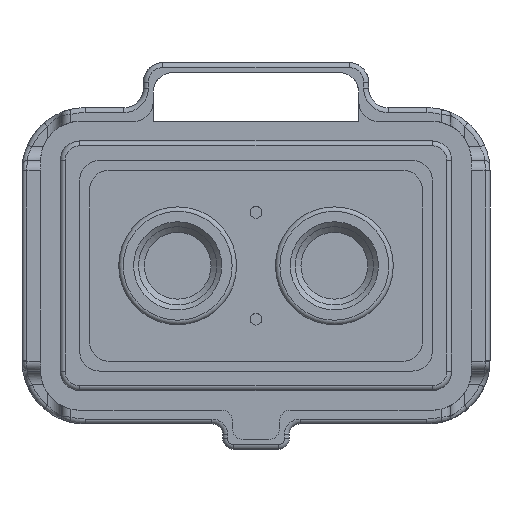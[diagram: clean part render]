
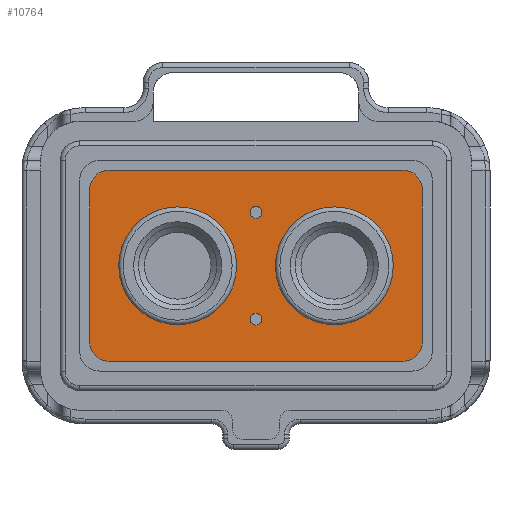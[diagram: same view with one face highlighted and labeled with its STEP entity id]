
A CAD part, front view. The second image highlights one B-rep face of the part: STEP entity #10764.
In plain terms, the highlighted planar face has unit normal (0, -1, 0).
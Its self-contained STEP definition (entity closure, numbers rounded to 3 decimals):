
#655=CIRCLE('',#11304,0.6);
#657=CIRCLE('',#11308,0.6);
#731=CIRCLE('',#11519,6.021);
#732=CIRCLE('',#11522,6.021);
#733=CIRCLE('',#11529,2.);
#734=CIRCLE('',#11531,2.);
#735=CIRCLE('',#11533,2.);
#736=CIRCLE('',#11535,2.);
#2718=ORIENTED_EDGE('',*,*,#3554,.F.);
#2719=ORIENTED_EDGE('',*,*,#3934,.F.);
#2720=ORIENTED_EDGE('',*,*,#3938,.T.);
#2721=ORIENTED_EDGE('',*,*,#3930,.F.);
#2722=ORIENTED_EDGE('',*,*,#3939,.T.);
#2723=ORIENTED_EDGE('',*,*,#3927,.F.);
#2724=ORIENTED_EDGE('',*,*,#3940,.T.);
#2725=ORIENTED_EDGE('',*,*,#3924,.F.);
#2726=ORIENTED_EDGE('',*,*,#3941,.T.);
#2727=ORIENTED_EDGE('',*,*,#3936,.F.);
#2728=ORIENTED_EDGE('',*,*,#3937,.F.);
#2729=ORIENTED_EDGE('',*,*,#3552,.F.);
#3552=EDGE_CURVE('',#4482,#4482,#655,.T.);
#3554=EDGE_CURVE('',#4484,#4484,#657,.T.);
#3924=EDGE_CURVE('',#4712,#4713,#5287,.T.);
#3927=EDGE_CURVE('',#4714,#4715,#5290,.T.);
#3930=EDGE_CURVE('',#4716,#4717,#5293,.T.);
#3934=EDGE_CURVE('',#4718,#4719,#5297,.T.);
#3936=EDGE_CURVE('',#4720,#4720,#731,.T.);
#3937=EDGE_CURVE('',#4721,#4721,#732,.T.);
#3938=EDGE_CURVE('',#4718,#4717,#733,.T.);
#3939=EDGE_CURVE('',#4716,#4715,#734,.T.);
#3940=EDGE_CURVE('',#4714,#4713,#735,.T.);
#3941=EDGE_CURVE('',#4712,#4719,#736,.T.);
#4482=VERTEX_POINT('',#15604);
#4484=VERTEX_POINT('',#15610);
#4712=VERTEX_POINT('',#16389);
#4713=VERTEX_POINT('',#16390);
#4714=VERTEX_POINT('',#16395);
#4715=VERTEX_POINT('',#16396);
#4716=VERTEX_POINT('',#16401);
#4717=VERTEX_POINT('',#16402);
#4718=VERTEX_POINT('',#16407);
#4719=VERTEX_POINT('',#16409);
#4720=VERTEX_POINT('',#16413);
#4721=VERTEX_POINT('',#16417);
#5287=LINE('',#16388,#5926);
#5290=LINE('',#16394,#5929);
#5293=LINE('',#16400,#5932);
#5297=LINE('',#16408,#5936);
#5926=VECTOR('',#13578,1000.);
#5929=VECTOR('',#13583,1000.);
#5932=VECTOR('',#13588,1000.);
#5936=VECTOR('',#13594,1000.);
#6476=EDGE_LOOP('',(#2718));
#6477=EDGE_LOOP('',(#2719,#2720,#2721,#2722,#2723,#2724,#2725,#2726));
#6478=EDGE_LOOP('',(#2727));
#6479=EDGE_LOOP('',(#2728));
#6480=EDGE_LOOP('',(#2729));
#6964=FACE_BOUND('',#6476,.T.);
#6965=FACE_BOUND('',#6477,.T.);
#6966=FACE_BOUND('',#6478,.T.);
#6967=FACE_BOUND('',#6479,.T.);
#6968=FACE_BOUND('',#6480,.T.);
#7176=PLANE('',#11612);
#10764=ADVANCED_FACE('',(#6964,#6965,#6966,#6967,#6968),#7176,.T.);
#11304=AXIS2_PLACEMENT_3D('',#15603,#12874,#12875);
#11308=AXIS2_PLACEMENT_3D('',#15609,#12882,#12883);
#11519=AXIS2_PLACEMENT_3D('',#16412,#13598,#13599);
#11522=AXIS2_PLACEMENT_3D('',#16416,#13604,#13605);
#11529=AXIS2_PLACEMENT_3D('',#16424,#13618,#13619);
#11531=AXIS2_PLACEMENT_3D('',#16426,#13622,#13623);
#11533=AXIS2_PLACEMENT_3D('',#16428,#13626,#13627);
#11535=AXIS2_PLACEMENT_3D('',#16430,#13630,#13631);
#11612=AXIS2_PLACEMENT_3D('',#16643,#13841,#13842);
#12874=DIRECTION('',(0.,-1.,0.));
#12875=DIRECTION('',(0.,0.,-1.));
#12882=DIRECTION('',(0.,-1.,0.));
#12883=DIRECTION('',(1.,0.,0.));
#13578=DIRECTION('',(0.,0.,1.));
#13583=DIRECTION('',(1.,0.,0.));
#13588=DIRECTION('',(0.,0.,-1.));
#13594=DIRECTION('',(-1.,0.,0.));
#13598=DIRECTION('',(0.,-1.,0.));
#13599=DIRECTION('',(0.,0.,-1.));
#13604=DIRECTION('',(0.,-1.,0.));
#13605=DIRECTION('',(0.,0.,-1.));
#13618=DIRECTION('',(0.,-1.,0.));
#13619=DIRECTION('',(0.,0.,-1.));
#13622=DIRECTION('',(0.,-1.,0.));
#13623=DIRECTION('',(0.,0.,-1.));
#13626=DIRECTION('',(0.,-1.,0.));
#13627=DIRECTION('',(0.,0.,-1.));
#13630=DIRECTION('',(0.,-1.,0.));
#13631=DIRECTION('',(0.,0.,-1.));
#13841=DIRECTION('',(0.,-1.,0.));
#13842=DIRECTION('',(1.,0.,0.));
#15603=CARTESIAN_POINT('',(0.,12.2,5.45));
#15604=CARTESIAN_POINT('',(0.,12.2,4.85));
#15609=CARTESIAN_POINT('',(0.,12.2,-5.45));
#15610=CARTESIAN_POINT('',(0.6,12.2,-5.45));
#16388=CARTESIAN_POINT('',(-17.,12.2,-10.));
#16389=CARTESIAN_POINT('',(-17.,12.2,-7.75));
#16390=CARTESIAN_POINT('',(-17.,12.2,7.75));
#16394=CARTESIAN_POINT('',(-15.,12.2,9.75));
#16395=CARTESIAN_POINT('',(-15.,12.2,9.75));
#16396=CARTESIAN_POINT('',(15.,12.2,9.75));
#16400=CARTESIAN_POINT('',(17.,12.2,10.));
#16401=CARTESIAN_POINT('',(17.,12.2,7.75));
#16402=CARTESIAN_POINT('',(17.,12.2,-7.75));
#16407=CARTESIAN_POINT('',(15.,12.2,-9.75));
#16408=CARTESIAN_POINT('',(15.,12.2,-9.75));
#16409=CARTESIAN_POINT('',(-15.,12.2,-9.75));
#16412=CARTESIAN_POINT('',(8.,12.2,0.));
#16413=CARTESIAN_POINT('',(8.,12.2,-6.021));
#16416=CARTESIAN_POINT('',(-8.,12.2,0.));
#16417=CARTESIAN_POINT('',(-8.,12.2,-6.021));
#16424=CARTESIAN_POINT('',(15.,12.2,-7.75));
#16426=CARTESIAN_POINT('',(15.,12.2,7.75));
#16428=CARTESIAN_POINT('',(-15.,12.2,7.75));
#16430=CARTESIAN_POINT('',(-15.,12.2,-7.75));
#16643=CARTESIAN_POINT('',(0.,12.2,0.));
